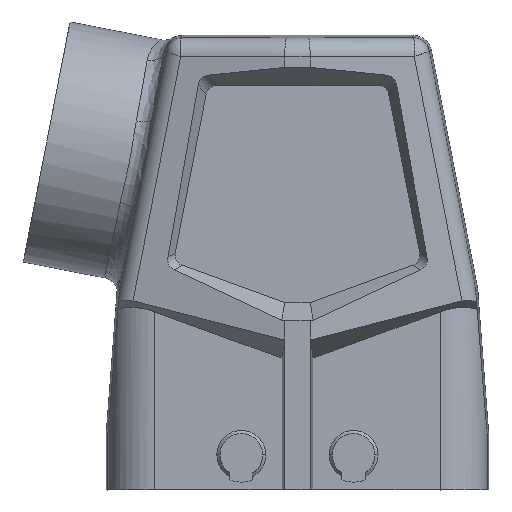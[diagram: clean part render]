
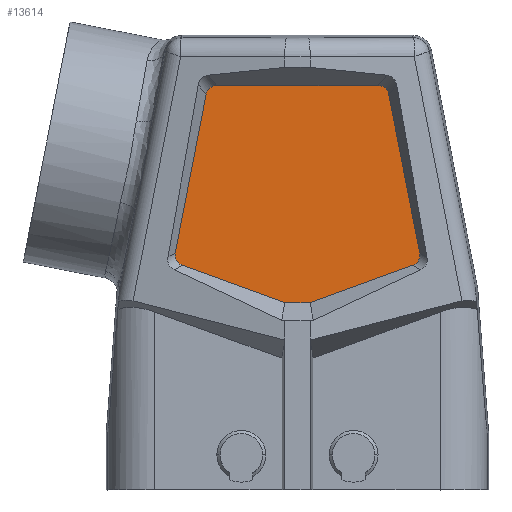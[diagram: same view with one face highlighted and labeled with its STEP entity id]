
A CAD part, left-side view. The second image highlights one B-rep face of the part: STEP entity #13614.
In plain terms, the highlighted planar face has unit normal (-1, 0, 0).
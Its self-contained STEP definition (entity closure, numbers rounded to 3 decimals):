
#3592=AXIS2_PLACEMENT_3D('Plane Axis2P3D',#3589,#3590,#3591) ;
#3589=CARTESIAN_POINT('Axis2P3D Location',(6.,83.243,-15.031)) ;
#5914=CARTESIAN_POINT('Vertex',(6.,28.481,29.902)) ;
#5917=CARTESIAN_POINT('Line Origine',(6.,30.5,29.902)) ;
#5921=CARTESIAN_POINT('Vertex',(6.,32.519,29.902)) ;
#7716=CARTESIAN_POINT('Vertex',(6.,48.872,35.855)) ;
#7719=CARTESIAN_POINT('Line Origine',(6.,40.695,32.878)) ;
#7737=CARTESIAN_POINT('Control Point',(6.,50.016,37.444)) ;
#7738=CARTESIAN_POINT('Control Point',(6.,50.016,36.908)) ;
#7739=CARTESIAN_POINT('Control Point',(6.,49.806,36.409)) ;
#7740=CARTESIAN_POINT('Control Point',(6.,49.395,36.045)) ;
#7741=CARTESIAN_POINT('Control Point',(6.,48.872,35.855)) ;
#7742=CARTESIAN_POINT('Vertex',(6.,50.016,37.444)) ;
#7746=CARTESIAN_POINT('Control Point',(6.,49.98,37.813)) ;
#7747=CARTESIAN_POINT('Control Point',(6.,50.004,37.69)) ;
#7748=CARTESIAN_POINT('Control Point',(6.,50.016,37.564)) ;
#7749=CARTESIAN_POINT('Control Point',(6.,50.016,37.444)) ;
#7750=CARTESIAN_POINT('Vertex',(6.,49.98,37.813)) ;
#7772=CARTESIAN_POINT('Line Origine',(6.,47.522,50.456)) ;
#7776=CARTESIAN_POINT('Vertex',(6.,45.065,63.098)) ;
#7797=CARTESIAN_POINT('Control Point',(6.,45.065,63.098)) ;
#7798=CARTESIAN_POINT('Control Point',(6.,45.025,63.301)) ;
#7799=CARTESIAN_POINT('Control Point',(5.999,44.962,63.49)) ;
#7800=CARTESIAN_POINT('Control Point',(6.,44.875,63.665)) ;
#7801=CARTESIAN_POINT('Control Point',(6.,44.664,63.977)) ;
#7802=CARTESIAN_POINT('Control Point',(6.,44.38,64.212)) ;
#7803=CARTESIAN_POINT('Control Point',(6.,44.226,64.306)) ;
#7804=CARTESIAN_POINT('Control Point',(6.,43.964,64.42)) ;
#7805=CARTESIAN_POINT('Control Point',(6.,43.674,64.48)) ;
#7806=CARTESIAN_POINT('Control Point',(6.,43.573,64.493)) ;
#7807=CARTESIAN_POINT('Control Point',(6.,43.47,64.5)) ;
#7808=CARTESIAN_POINT('Control Point',(6.,43.364,64.5)) ;
#7809=CARTESIAN_POINT('Vertex',(6.,43.364,64.5)) ;
#7833=CARTESIAN_POINT('Vertex',(6.,17.636,64.5)) ;
#7841=CARTESIAN_POINT('Line Origine',(6.,30.5,64.5)) ;
#8007=CARTESIAN_POINT('Control Point',(6.,17.636,64.5)) ;
#8008=CARTESIAN_POINT('Control Point',(6.,17.429,64.5)) ;
#8009=CARTESIAN_POINT('Control Point',(5.999,17.231,64.474)) ;
#8010=CARTESIAN_POINT('Control Point',(6.,17.043,64.422)) ;
#8011=CARTESIAN_POINT('Control Point',(6.,16.697,64.274)) ;
#8012=CARTESIAN_POINT('Control Point',(6.,16.412,64.04)) ;
#8013=CARTESIAN_POINT('Control Point',(6.,16.29,63.907)) ;
#8014=CARTESIAN_POINT('Control Point',(6.,16.128,63.672)) ;
#8015=CARTESIAN_POINT('Control Point',(6.,16.014,63.398)) ;
#8016=CARTESIAN_POINT('Control Point',(6.,15.982,63.302)) ;
#8017=CARTESIAN_POINT('Control Point',(6.,15.955,63.202)) ;
#8018=CARTESIAN_POINT('Control Point',(6.,15.935,63.098)) ;
#8019=CARTESIAN_POINT('Vertex',(6.,15.935,63.098)) ;
#8043=CARTESIAN_POINT('Vertex',(6.,11.02,37.813)) ;
#8046=CARTESIAN_POINT('Line Origine',(6.,13.478,50.456)) ;
#8064=CARTESIAN_POINT('Control Point',(6.,12.128,35.855)) ;
#8065=CARTESIAN_POINT('Control Point',(6.,11.71,36.007)) ;
#8066=CARTESIAN_POINT('Control Point',(6.,11.357,36.266)) ;
#8067=CARTESIAN_POINT('Control Point',(6.,11.111,36.605)) ;
#8068=CARTESIAN_POINT('Control Point',(6.,10.984,37.016)) ;
#8069=CARTESIAN_POINT('Control Point',(6.,10.984,37.444)) ;
#8070=CARTESIAN_POINT('Vertex',(6.,12.128,35.855)) ;
#8072=CARTESIAN_POINT('Vertex',(6.,10.984,37.444)) ;
#8081=CARTESIAN_POINT('Control Point',(6.,10.984,37.444)) ;
#8082=CARTESIAN_POINT('Control Point',(6.,10.984,37.564)) ;
#8083=CARTESIAN_POINT('Control Point',(6.,10.996,37.69)) ;
#8084=CARTESIAN_POINT('Control Point',(6.,11.02,37.813)) ;
#8100=CARTESIAN_POINT('Line Origine',(6.,20.305,32.878)) ;
#3590=DIRECTION('Axis2P3D Direction',(1.,0.,0.)) ;
#3591=DIRECTION('Axis2P3D XDirection',(0.,-1.,0.)) ;
#5918=DIRECTION('Vector Direction',(0.,1.,0.)) ;
#7720=DIRECTION('Vector Direction',(0.,0.94,0.342)) ;
#7773=DIRECTION('Vector Direction',(0.,-0.191,0.982)) ;
#7842=DIRECTION('Vector Direction',(0.,-1.,0.)) ;
#8047=DIRECTION('Vector Direction',(0.,-0.191,-0.982)) ;
#8101=DIRECTION('Vector Direction',(0.,0.94,-0.342)) ;
#5919=VECTOR('Line Direction',#5918,1.) ;
#7721=VECTOR('Line Direction',#7720,1.) ;
#7774=VECTOR('Line Direction',#7773,1.) ;
#7843=VECTOR('Line Direction',#7842,1.) ;
#8048=VECTOR('Line Direction',#8047,1.) ;
#8102=VECTOR('Line Direction',#8101,1.) ;
#13601=ORIENTED_EDGE('',*,*,#8074,.T.) ;
#13602=ORIENTED_EDGE('',*,*,#8085,.T.) ;
#13603=ORIENTED_EDGE('',*,*,#8050,.F.) ;
#13604=ORIENTED_EDGE('',*,*,#8021,.F.) ;
#13605=ORIENTED_EDGE('',*,*,#7845,.F.) ;
#13606=ORIENTED_EDGE('',*,*,#7811,.F.) ;
#13607=ORIENTED_EDGE('',*,*,#7778,.F.) ;
#13608=ORIENTED_EDGE('',*,*,#7752,.T.) ;
#13609=ORIENTED_EDGE('',*,*,#7744,.T.) ;
#13610=ORIENTED_EDGE('',*,*,#7723,.F.) ;
#13611=ORIENTED_EDGE('',*,*,#5923,.F.) ;
#13612=ORIENTED_EDGE('',*,*,#8104,.F.) ;
#13614=ADVANCED_FACE('HDC_10B_ABU_BP.1',(#13613),#3593,.F.) ;
#7736=B_SPLINE_CURVE_WITH_KNOTS('',4,(#7737,#7738,#7739,#7740,#7741),.UNSPECIFIED.,.F.,.U.,(5,5),(0.,2.981),.UNSPECIFIED.) ;
#7745=B_SPLINE_CURVE_WITH_KNOTS('',3,(#7746,#7747,#7748,#7749),.UNSPECIFIED.,.F.,.U.,(4,4),(0.,0.503),.UNSPECIFIED.) ;
#7796=B_SPLINE_CURVE_WITH_KNOTS('',5,(#7797,#7798,#7799,#7800,#7801,#7802,#7803,#7804,#7805,#7806,#7807,#7808),.UNSPECIFIED.,.F.,.U.,(6,3,3,6),(0.,1.351,2.721,3.411),.UNSPECIFIED.) ;
#8006=B_SPLINE_CURVE_WITH_KNOTS('',5,(#8007,#8008,#8009,#8010,#8011,#8012,#8013,#8014,#8015,#8016,#8017,#8018),.UNSPECIFIED.,.F.,.U.,(6,3,3,6),(0.,1.351,2.721,3.411),.UNSPECIFIED.) ;
#8063=B_SPLINE_CURVE_WITH_KNOTS('',5,(#8064,#8065,#8066,#8067,#8068,#8069),.UNSPECIFIED.,.F.,.U.,(6,6),(0.,2.976),.UNSPECIFIED.) ;
#8080=B_SPLINE_CURVE_WITH_KNOTS('',3,(#8081,#8082,#8083,#8084),.UNSPECIFIED.,.F.,.U.,(4,4),(0.,0.503),.UNSPECIFIED.) ;
#5923=EDGE_CURVE('',#5915,#5922,#5920,.T.) ;
#7723=EDGE_CURVE('',#5922,#7717,#7722,.T.) ;
#7744=EDGE_CURVE('',#7743,#7717,#7736,.T.) ;
#7752=EDGE_CURVE('',#7751,#7743,#7745,.T.) ;
#7778=EDGE_CURVE('',#7751,#7777,#7775,.T.) ;
#7811=EDGE_CURVE('',#7777,#7810,#7796,.T.) ;
#7845=EDGE_CURVE('',#7810,#7834,#7844,.T.) ;
#8021=EDGE_CURVE('',#7834,#8020,#8006,.T.) ;
#8050=EDGE_CURVE('',#8020,#8044,#8049,.T.) ;
#8074=EDGE_CURVE('',#8071,#8073,#8063,.T.) ;
#8085=EDGE_CURVE('',#8073,#8044,#8080,.T.) ;
#8104=EDGE_CURVE('',#8071,#5915,#8103,.T.) ;
#13600=EDGE_LOOP('',(#13601,#13602,#13603,#13604,#13605,#13606,#13607,#13608,#13609,#13610,#13611,#13612)) ;
#13613=FACE_OUTER_BOUND('',#13600,.T.) ;
#5920=LINE('Line',#5917,#5919) ;
#7722=LINE('Line',#7719,#7721) ;
#7775=LINE('Line',#7772,#7774) ;
#7844=LINE('Line',#7841,#7843) ;
#8049=LINE('Line',#8046,#8048) ;
#8103=LINE('Line',#8100,#8102) ;
#3593=PLANE('',#3592) ;
#5915=VERTEX_POINT('',#5914) ;
#5922=VERTEX_POINT('',#5921) ;
#7717=VERTEX_POINT('',#7716) ;
#7743=VERTEX_POINT('',#7742) ;
#7751=VERTEX_POINT('',#7750) ;
#7777=VERTEX_POINT('',#7776) ;
#7810=VERTEX_POINT('',#7809) ;
#7834=VERTEX_POINT('',#7833) ;
#8020=VERTEX_POINT('',#8019) ;
#8044=VERTEX_POINT('',#8043) ;
#8071=VERTEX_POINT('',#8070) ;
#8073=VERTEX_POINT('',#8072) ;
